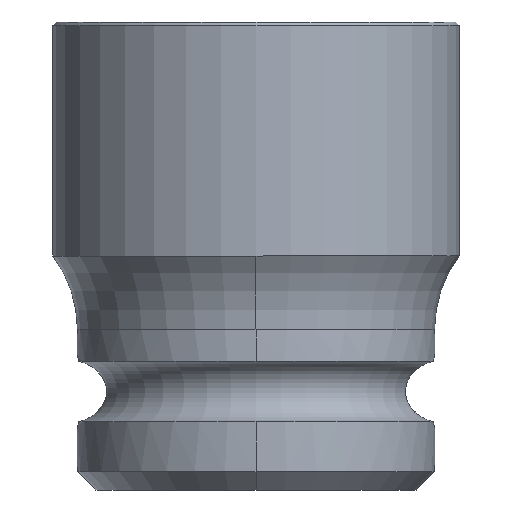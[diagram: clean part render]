
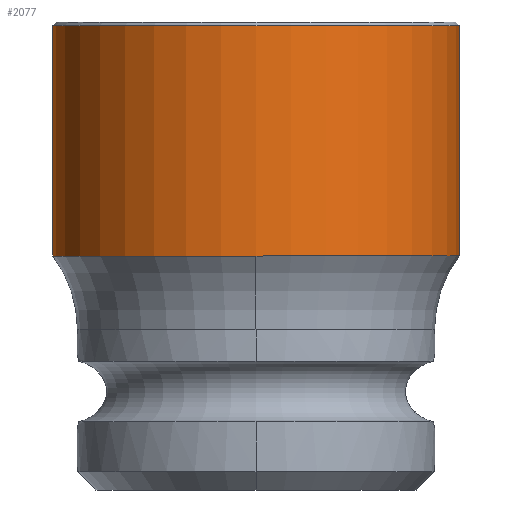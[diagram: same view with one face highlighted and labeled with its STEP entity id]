
A CAD part, left-side view. The second image highlights one B-rep face of the part: STEP entity #2077.
In plain terms, the highlighted cylindrical face has radius 16.5 mm (diameter 33 mm), a partial arc.
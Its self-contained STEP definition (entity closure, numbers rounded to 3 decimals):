
#430=DIRECTION('',(0.,0.,1.));
#431=VECTOR('',#430,18.7);
#432=CARTESIAN_POINT('',(0.,16.5,19.));
#433=LINE('',#432,#431);
#434=DIRECTION('',(0.,0.,1.));
#435=VECTOR('',#434,18.7);
#436=CARTESIAN_POINT('',(0.,-16.5,19.));
#437=LINE('',#436,#435);
#962=CARTESIAN_POINT('',(0.,0.,37.7));
#963=DIRECTION('',(0.,0.,1.));
#964=DIRECTION('',(0.,1.,0.));
#965=AXIS2_PLACEMENT_3D('',#962,#963,#964);
#967=CARTESIAN_POINT('',(0.,0.,19.));
#968=DIRECTION('',(0.,0.,1.));
#969=DIRECTION('',(-1.,0.,0.));
#970=AXIS2_PLACEMENT_3D('',#967,#968,#969);
#972=CARTESIAN_POINT('',(0.,0.,19.));
#973=DIRECTION('',(0.,0.,1.));
#974=DIRECTION('',(0.,1.,0.));
#975=AXIS2_PLACEMENT_3D('',#972,#973,#974);
#1076=CARTESIAN_POINT('',(0.,16.5,19.));
#1077=CARTESIAN_POINT('',(-16.5,0.,19.));
#1078=VERTEX_POINT('',#1076);
#1079=VERTEX_POINT('',#1077);
#1084=CARTESIAN_POINT('',(0.,-16.5,19.));
#1085=VERTEX_POINT('',#1084);
#1117=CARTESIAN_POINT('',(0.,-16.5,37.7));
#1118=CARTESIAN_POINT('',(0.,16.5,37.7));
#1119=VERTEX_POINT('',#1117);
#1120=VERTEX_POINT('',#1118);
#2065=CARTESIAN_POINT('',(0.,0.,18.05));
#2066=DIRECTION('',(0.,0.,1.));
#2067=DIRECTION('',(0.,1.,0.));
#2068=AXIS2_PLACEMENT_3D('',#2065,#2066,#2067);
#2069=CYLINDRICAL_SURFACE('',#2068,16.5);
#2070=ORIENTED_EDGE('',*,*,#2059,.T.);
#2071=ORIENTED_EDGE('',*,*,#1455,.F.);
#2072=ORIENTED_EDGE('',*,*,#1422,.F.);
#2073=ORIENTED_EDGE('',*,*,#1436,.F.);
#2074=ORIENTED_EDGE('',*,*,#1452,.T.);
#2075=EDGE_LOOP('',(#2070,#2071,#2072,#2073,#2074));
#2076=FACE_OUTER_BOUND('',#2075,.F.);
#2077=ADVANCED_FACE('',(#2076),#2069,.T.);
#966=CIRCLE('',#965,16.5);
#971=CIRCLE('',#970,16.5);
#976=CIRCLE('',#975,16.5);
#1422=EDGE_CURVE('',#1079,#1085,#971,.T.);
#1436=EDGE_CURVE('',#1078,#1079,#976,.T.);
#1452=EDGE_CURVE('',#1078,#1120,#433,.T.);
#1455=EDGE_CURVE('',#1085,#1119,#437,.T.);
#2059=EDGE_CURVE('',#1120,#1119,#966,.T.);
